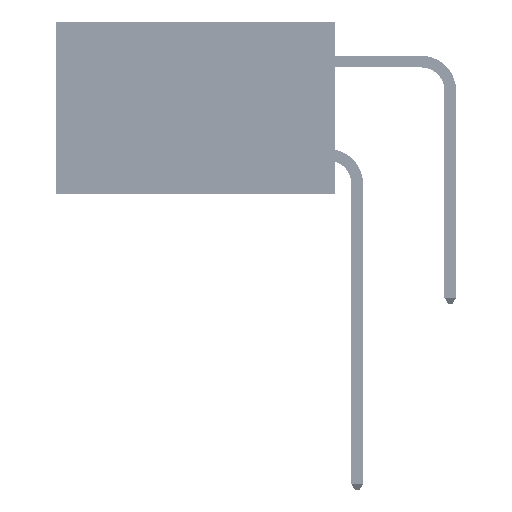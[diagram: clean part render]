
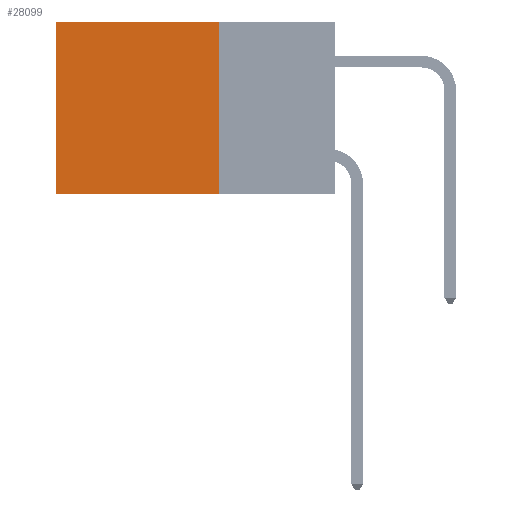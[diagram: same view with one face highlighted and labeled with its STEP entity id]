
A CAD part, left-side view. The second image highlights one B-rep face of the part: STEP entity #28099.
In plain terms, the highlighted planar face has unit normal (-1, 0, 0).
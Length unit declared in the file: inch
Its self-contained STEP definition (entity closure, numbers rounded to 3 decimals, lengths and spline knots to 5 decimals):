
#27 = VECTOR ( 'NONE', #12647, 39.37008 ) ;
#928 = FACE_OUTER_BOUND ( 'NONE', #42076, .T. ) ;
#1644 = LINE ( 'NONE', #44639, #37589 ) ;
#2139 = ORIENTED_EDGE ( 'NONE', *, *, #33730, .T. ) ;
#2347 = LINE ( 'NONE', #29895, #20602 ) ;
#2880 = PLANE ( 'NONE',  #42925 ) ;
#4276 = CARTESIAN_POINT ( 'NONE',  ( 0.2875, 0.25, 0. ) ) ;
#11688 = VERTEX_POINT ( 'NONE', #38240 ) ;
#12647 = DIRECTION ( 'NONE',  ( 0., 1., 0. ) ) ;
#12756 = DIRECTION ( 'NONE',  ( 0., 0., -1. ) ) ;
#12857 = EDGE_CURVE ( 'NONE', #11688, #17722, #2347, .T. ) ;
#16172 = CARTESIAN_POINT ( 'NONE',  ( 0.2875, 0.25, 0. ) ) ;
#16869 = CARTESIAN_POINT ( 'NONE',  ( 0.2875, 0.6, 0. ) ) ;
#17512 = DIRECTION ( 'NONE',  ( 1., 0., 0. ) ) ;
#17722 = VERTEX_POINT ( 'NONE', #23742 ) ;
#19847 = EDGE_CURVE ( 'NONE', #38267, #25817, #20571, .T. ) ;
#20571 = LINE ( 'NONE', #16172, #27 ) ;
#20602 = VECTOR ( 'NONE', #36950, 39.37008 ) ;
#23742 = CARTESIAN_POINT ( 'NONE',  ( 0.2875, 0.6, -0.37 ) ) ;
#24485 = ORIENTED_EDGE ( 'NONE', *, *, #19847, .T. ) ;
#25097 = LINE ( 'NONE', #16869, #35450 ) ;
#25817 = VERTEX_POINT ( 'NONE', #36646 ) ;
#28099 = ADVANCED_FACE ( 'NONE', ( #928 ), #2880, .F. ) ;
#28247 = CARTESIAN_POINT ( 'NONE',  ( 0.2875, 0.25, 0. ) ) ;
#29895 = CARTESIAN_POINT ( 'NONE',  ( 0.2875, 0.25, -0.37 ) ) ;
#33730 = EDGE_CURVE ( 'NONE', #25817, #17722, #25097, .T. ) ;
#35450 = VECTOR ( 'NONE', #38294, 39.37008 ) ;
#36646 = CARTESIAN_POINT ( 'NONE',  ( 0.2875, 0.6, 0. ) ) ;
#36950 = DIRECTION ( 'NONE',  ( 0., 1., 0. ) ) ;
#37589 = VECTOR ( 'NONE', #12756, 39.37008 ) ;
#38240 = CARTESIAN_POINT ( 'NONE',  ( 0.2875, 0.25, -0.37 ) ) ;
#38267 = VERTEX_POINT ( 'NONE', #4276 ) ;
#38294 = DIRECTION ( 'NONE',  ( 0., 0., -1. ) ) ;
#39026 = ORIENTED_EDGE ( 'NONE', *, *, #39749, .F. ) ;
#39749 = EDGE_CURVE ( 'NONE', #38267, #11688, #1644, .T. ) ;
#42076 = EDGE_LOOP ( 'NONE', ( #2139, #42463, #39026, #24485 ) ) ;
#42315 = DIRECTION ( 'NONE',  ( 0., 0., -1. ) ) ;
#42463 = ORIENTED_EDGE ( 'NONE', *, *, #12857, .F. ) ;
#42925 = AXIS2_PLACEMENT_3D ( 'NONE', #28247, #17512, #42315 ) ;
#44639 = CARTESIAN_POINT ( 'NONE',  ( 0.2875, 0.25, 0. ) ) ;
